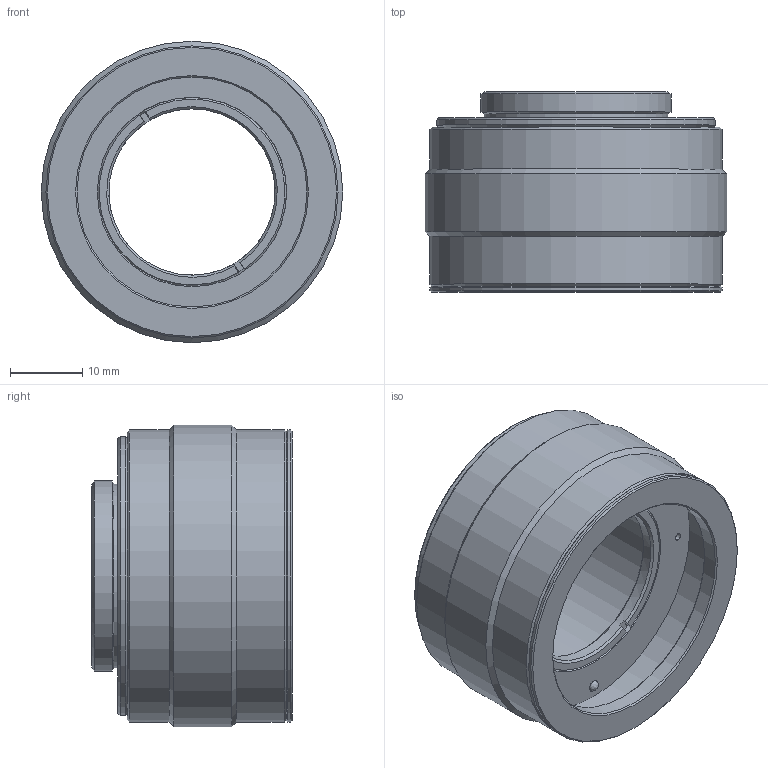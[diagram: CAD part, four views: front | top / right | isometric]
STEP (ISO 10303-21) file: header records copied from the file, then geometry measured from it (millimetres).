
FILE_DESCRIPTION (( 'STEP AP203' ), '1' );
FILE_NAME ('530250.step', '2025-08-19T09:52:48', ( 'Windows User' ), ( 'P R C' ), 'SwSTEP 2.0', 'SolidWorks 2020', '' );
FILE_SCHEMA (( 'CONFIG_CONTROL_DESIGN' ));
Length unit declared in the file: millimetre
Products named in the file (11): GB／T77-2000内六角平端紧定螺钉M3×2; GB／T119-2000圆柱销A型2×4; 530250; SM1ZT-1; SM1ZT-4; SM1ZT-2; POMÇò1.588; SM1ZT-6; SM1ZT-3; SM1R; SM1ZT-5
Assembly tree (11 placements, depth 2):
  530250
    SM1ZT-1
    SM1ZT-2
    SM1ZT-4
    SM1ZT-3
    SM1ZT-5
    SM1ZT-6
    GB／T119-2000圆柱销A型2×4
    GB／T77-2000内六角平端紧定螺钉M3×2
    POMÇò1.588  x2
    SM1R
Bounding box: 41.7 x 27.7 x 41.7 mm (x, y, z)
Volume: 14835.4 mm3; surface area: 19197.8 mm2
Topology: 11 solids, 13 shells, 185 faces, 402 edges, 257 vertices
Faces by surface type: plane 76, cylinder 54, cone 50, bspline 5
Full cylindrical faces by diameter (mm): 1 x6, 1.6 x2, 2 x2, 2.5 x1, 3 x1, 23 x1, 23.5 x1, 24 x1, 25.4 x1, 25.6 x1, 26.29 x1, 26.3 x1, 26.8 x1, 30.5 x2, 30.8 x1, 31.8 x1, 32.2 x1, 32.5 x1, 33 x1, 33.5 x1, 34.6 x1, 34.8 x1, 35 x1, 36.2 x1, 37.2 x3, 37.5 x2, 38 x4, 38.5 x1, 38.6 x1, 40.4 x3
Entity records: 6397 total; most frequent: CARTESIAN_POINT 1699, DIRECTION 772, ORIENTED_EDGE 546, AXIS2_PLACEMENT_3D 346, EDGE_LOOP 310, EDGE_CURVE 273, FACE_OUTER_BOUND 231, VERTEX_POINT 221
